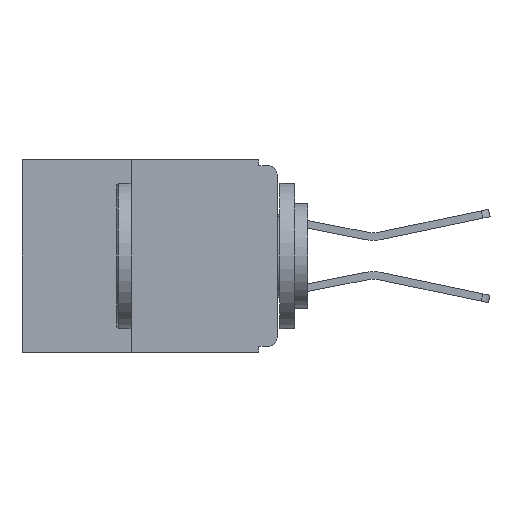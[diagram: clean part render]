
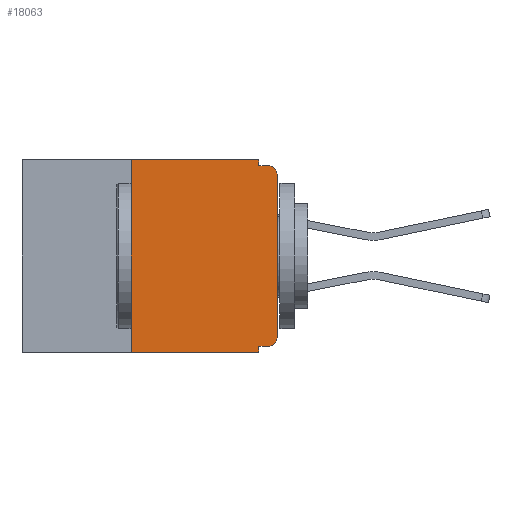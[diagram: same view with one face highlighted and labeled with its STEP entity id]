
A CAD part, left-side view. The second image highlights one B-rep face of the part: STEP entity #18063.
In plain terms, the highlighted planar face has unit normal (-1, 0, 0).
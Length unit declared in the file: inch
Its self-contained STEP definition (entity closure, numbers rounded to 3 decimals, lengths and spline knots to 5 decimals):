
#176 = LINE ( 'NONE', #27168, #4594 ) ;
#250 = ORIENTED_EDGE ( 'NONE', *, *, #27067, .F. ) ;
#1093 = DIRECTION ( 'NONE',  ( 0., 0., 1. ) ) ;
#2106 = DIRECTION ( 'NONE',  ( 0., 0., -1. ) ) ;
#2790 = LINE ( 'NONE', #22710, #14037 ) ;
#4045 = LINE ( 'NONE', #24036, #10325 ) ;
#4523 = CARTESIAN_POINT ( 'NONE',  ( 0., 0.015, -0.305 ) ) ;
#4594 = VECTOR ( 'NONE', #16869, 39.37008 ) ;
#5255 = ORIENTED_EDGE ( 'NONE', *, *, #18401, .T. ) ;
#5399 = VECTOR ( 'NONE', #2106, 39.37008 ) ;
#6122 = VERTEX_POINT ( 'NONE', #8707 ) ;
#6215 = CARTESIAN_POINT ( 'NONE',  ( 0., 0.031, -0.33 ) ) ;
#6675 = DIRECTION ( 'NONE',  ( 0., 0., -1. ) ) ;
#7069 = CARTESIAN_POINT ( 'NONE',  ( 0., 0.015, -0.01 ) ) ;
#7376 = VERTEX_POINT ( 'NONE', #24723 ) ;
#7708 = VERTEX_POINT ( 'NONE', #18550 ) ;
#7726 = VECTOR ( 'NONE', #1093, 39.37008 ) ;
#8050 = LINE ( 'NONE', #23284, #18570 ) ;
#8404 = CARTESIAN_POINT ( 'NONE',  ( 0., 0.031, -0.01 ) ) ;
#8707 = CARTESIAN_POINT ( 'NONE',  ( 0., 0.25, -0.33 ) ) ;
#9238 = ORIENTED_EDGE ( 'NONE', *, *, #20398, .T. ) ;
#9310 = LINE ( 'NONE', #11119, #19858 ) ;
#10159 = CARTESIAN_POINT ( 'NONE',  ( 0., 0.015, -0.025 ) ) ;
#10325 = VECTOR ( 'NONE', #11453, 39.37008 ) ;
#10680 = FACE_OUTER_BOUND ( 'NONE', #14249, .T. ) ;
#10695 = DIRECTION ( 'NONE',  ( 0., -1., 0. ) ) ;
#10748 = EDGE_CURVE ( 'NONE', #24432, #7376, #2790, .T. ) ;
#11119 = CARTESIAN_POINT ( 'NONE',  ( 0., 0.437, -0.33 ) ) ;
#11261 = ORIENTED_EDGE ( 'NONE', *, *, #18300, .F. ) ;
#11437 = VERTEX_POINT ( 'NONE', #15133 ) ;
#11449 = CARTESIAN_POINT ( 'NONE',  ( 0., 0.015, -0.32 ) ) ;
#11453 = DIRECTION ( 'NONE',  ( 0., 0., 1. ) ) ;
#11869 = ORIENTED_EDGE ( 'NONE', *, *, #21104, .F. ) ;
#11916 = VERTEX_POINT ( 'NONE', #8404 ) ;
#12275 = DIRECTION ( 'NONE',  ( 0., 0., -1. ) ) ;
#12758 = DIRECTION ( 'NONE',  ( 0., 0., -1. ) ) ;
#13223 = ORIENTED_EDGE ( 'NONE', *, *, #15805, .T. ) ;
#13228 = DIRECTION ( 'NONE',  ( 0., -1., 0. ) ) ;
#13477 = AXIS2_PLACEMENT_3D ( 'NONE', #14802, #25298, #12758 ) ;
#13834 = CARTESIAN_POINT ( 'NONE',  ( 0., 0., 0. ) ) ;
#14037 = VECTOR ( 'NONE', #22677, 39.37008 ) ;
#14249 = EDGE_LOOP ( 'NONE', ( #5255, #9238, #24322, #11869, #16183, #11261, #23751, #250, #22711, #13223 ) ) ;
#14677 = LINE ( 'NONE', #19822, #25123 ) ;
#14731 = EDGE_CURVE ( 'NONE', #15383, #14949, #14677, .T. ) ;
#14802 = CARTESIAN_POINT ( 'NONE',  ( 0., 0.437, 0. ) ) ;
#14949 = VERTEX_POINT ( 'NONE', #24671 ) ;
#15133 = CARTESIAN_POINT ( 'NONE',  ( 0., 0., -0.025 ) ) ;
#15383 = VERTEX_POINT ( 'NONE', #21845 ) ;
#15664 = DIRECTION ( 'NONE',  ( 0., -1., 0. ) ) ;
#15805 = EDGE_CURVE ( 'NONE', #24432, #7708, #20536, .T. ) ;
#16183 = ORIENTED_EDGE ( 'NONE', *, *, #14731, .F. ) ;
#16869 = DIRECTION ( 'NONE',  ( 0., 0., -1. ) ) ;
#17612 = LINE ( 'NONE', #13834, #7726 ) ;
#18063 = ADVANCED_FACE ( 'NONE', ( #10680 ), #23235, .F. ) ;
#18242 = VERTEX_POINT ( 'NONE', #7069 ) ;
#18300 = EDGE_CURVE ( 'NONE', #6122, #15383, #4045, .T. ) ;
#18401 = EDGE_CURVE ( 'NONE', #7708, #11437, #17612, .T. ) ;
#18550 = CARTESIAN_POINT ( 'NONE',  ( 0., 0., -0.305 ) ) ;
#18570 = VECTOR ( 'NONE', #10695, 39.37008 ) ;
#19280 = EDGE_CURVE ( 'NONE', #11916, #18242, #8050, .T. ) ;
#19311 = DIRECTION ( 'NONE',  ( -1., 0., 0. ) ) ;
#19822 = CARTESIAN_POINT ( 'NONE',  ( 0., 0.437, 0. ) ) ;
#19858 = VECTOR ( 'NONE', #13228, 39.37008 ) ;
#20065 = EDGE_CURVE ( 'NONE', #6122, #22177, #9310, .T. ) ;
#20398 = EDGE_CURVE ( 'NONE', #11437, #18242, #22382, .T. ) ;
#20536 = CIRCLE ( 'NONE', #21895, 0.015 ) ;
#21104 = EDGE_CURVE ( 'NONE', #14949, #11916, #176, .T. ) ;
#21845 = CARTESIAN_POINT ( 'NONE',  ( 0., 0.25, 0. ) ) ;
#21895 = AXIS2_PLACEMENT_3D ( 'NONE', #4523, #19311, #6675 ) ;
#22177 = VERTEX_POINT ( 'NONE', #6215 ) ;
#22382 = CIRCLE ( 'NONE', #22471, 0.015 ) ;
#22471 = AXIS2_PLACEMENT_3D ( 'NONE', #10159, #24829, #12275 ) ;
#22677 = DIRECTION ( 'NONE',  ( 0., 1., 0. ) ) ;
#22710 = CARTESIAN_POINT ( 'NONE',  ( 0., 0., -0.32 ) ) ;
#22711 = ORIENTED_EDGE ( 'NONE', *, *, #10748, .F. ) ;
#23235 = PLANE ( 'NONE',  #13477 ) ;
#23284 = CARTESIAN_POINT ( 'NONE',  ( 0., 0., -0.01 ) ) ;
#23751 = ORIENTED_EDGE ( 'NONE', *, *, #20065, .T. ) ;
#24036 = CARTESIAN_POINT ( 'NONE',  ( 0., 0.25, -0.33 ) ) ;
#24322 = ORIENTED_EDGE ( 'NONE', *, *, #19280, .F. ) ;
#24432 = VERTEX_POINT ( 'NONE', #11449 ) ;
#24671 = CARTESIAN_POINT ( 'NONE',  ( 0., 0.031, 0. ) ) ;
#24723 = CARTESIAN_POINT ( 'NONE',  ( 0., 0.031, -0.32 ) ) ;
#24829 = DIRECTION ( 'NONE',  ( -1., 0., 0. ) ) ;
#25123 = VECTOR ( 'NONE', #15664, 39.37008 ) ;
#25298 = DIRECTION ( 'NONE',  ( 1., 0., 0. ) ) ;
#26969 = LINE ( 'NONE', #27247, #5399 ) ;
#27067 = EDGE_CURVE ( 'NONE', #7376, #22177, #26969, .T. ) ;
#27168 = CARTESIAN_POINT ( 'NONE',  ( 0., 0.031, 0. ) ) ;
#27247 = CARTESIAN_POINT ( 'NONE',  ( 0., 0.031, -0.33 ) ) ;
